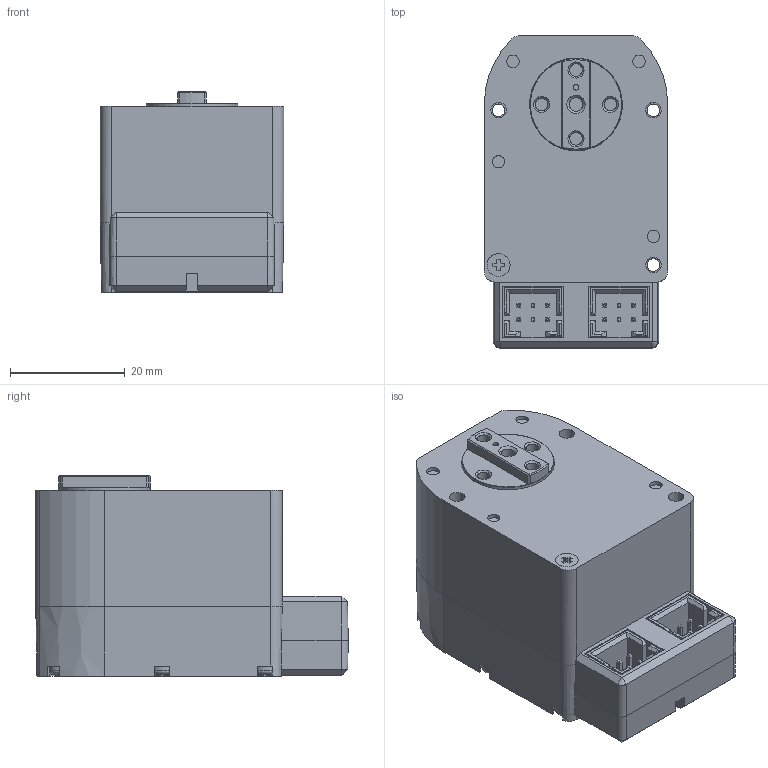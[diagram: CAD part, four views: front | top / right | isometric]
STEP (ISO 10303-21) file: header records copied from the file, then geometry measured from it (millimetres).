
FILE_DESCRIPTION((''),'2;1');
FILE_NAME('TEMP.stp','2022-11-02T15:54:03',(''),(''),'STEP Write','Mastercam X9 ... CNC Software, Inc.','');
FILE_SCHEMA(('AUTOMOTIVE_DESIGN'));
Length unit declared in the file: millimetre
Products named in the file (1): None
Bounding box: 32 x 54.5 x 35 mm (x, y, z)
Volume: 46244.2 mm3; surface area: 11504 mm2
Topology: 3 solids, 3 shells, 487 faces, 1195 edges, 768 vertices
Faces by surface type: plane 373, cylinder 63, cone 31, bspline 10, sphere 5, torus 5
Full cylindrical faces by diameter (mm): 1 x1, 2.15 x2, 2.2 x10, 2.4 x1, 2.6 x3, 2.7 x8, 4 x2, 6 x1, 8.5 x1, 16 x1, 16.2 x1
Entity records: 14576 total; most frequent: CARTESIAN_POINT 3235, DIRECTION 2279, ORIENTED_EDGE 2274, EDGE_CURVE 1137, VECTOR 843, LINE 843, VERTEX_POINT 754, AXIS2_PLACEMENT_3D 718
